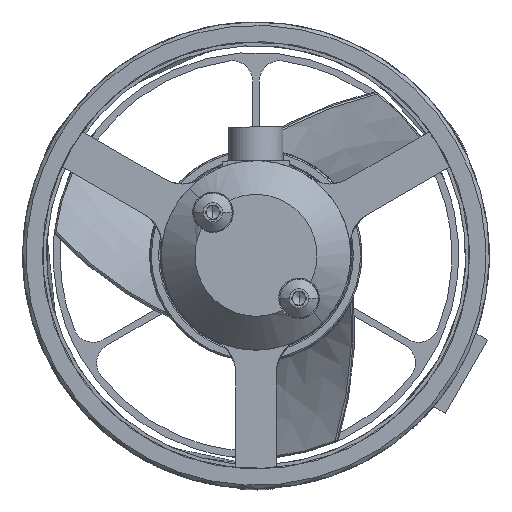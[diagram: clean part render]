
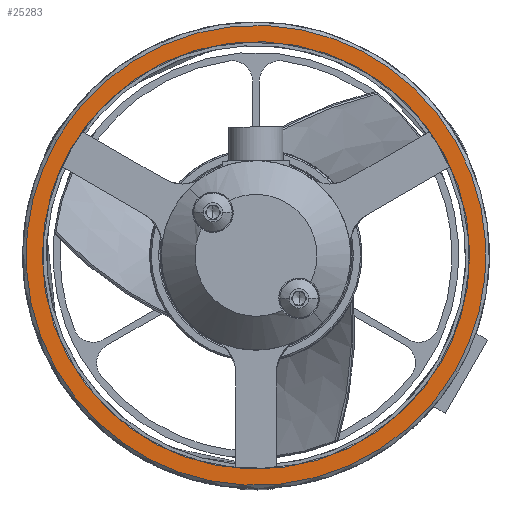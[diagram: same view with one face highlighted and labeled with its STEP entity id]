
A CAD part, front view. The second image highlights one B-rep face of the part: STEP entity #25283.
In plain terms, the highlighted free-form (B-spline) face has degree [1, 1] with [2, 2] control points.
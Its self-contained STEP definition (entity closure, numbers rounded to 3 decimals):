
#21521 = VERTEX_POINT('',#21522);
#21522 = CARTESIAN_POINT('',(30.426,0.,-17.566));
#21527 = EDGE_CURVE('',#21521,#21528,#21530,.T.);
#21528 = VERTEX_POINT('',#21529);
#21529 = CARTESIAN_POINT('',(-30.426,0.,17.566));
#21530 = ( BOUNDED_CURVE() B_SPLINE_CURVE(2,(#21531,#21532,#21533,#21534
,#21535),.UNSPECIFIED.,.F.,.F.) B_SPLINE_CURVE_WITH_KNOTS((3,2,3),(
    3.142,4.712,6.283),
.PIECEWISE_BEZIER_KNOTS.) CURVE() GEOMETRIC_REPRESENTATION_ITEM() 
RATIONAL_B_SPLINE_CURVE((1.,0.707,1.,0.707,1.)) 
REPRESENTATION_ITEM('') );
#21531 = CARTESIAN_POINT('',(30.426,0.,-17.566));
#21532 = CARTESIAN_POINT('',(12.859,0.,-47.992));
#21533 = CARTESIAN_POINT('',(-17.566,0.,-30.426));
#21534 = CARTESIAN_POINT('',(-47.992,0.,-12.859));
#21535 = CARTESIAN_POINT('',(-30.426,0.,17.566));
#21566 = EDGE_CURVE('',#21567,#21569,#21571,.T.);
#21567 = VERTEX_POINT('',#21568);
#21568 = CARTESIAN_POINT('',(32.737,0.,-18.9));
#21569 = VERTEX_POINT('',#21570);
#21570 = CARTESIAN_POINT('',(-32.737,0.,18.9));
#21571 = ( BOUNDED_CURVE() B_SPLINE_CURVE(2,(#21572,#21573,#21574,#21575
,#21576),.UNSPECIFIED.,.F.,.F.) B_SPLINE_CURVE_WITH_KNOTS((3,2,3),(
    3.142,4.712,6.283),
.PIECEWISE_BEZIER_KNOTS.) CURVE() GEOMETRIC_REPRESENTATION_ITEM() 
RATIONAL_B_SPLINE_CURVE((1.,0.707,1.,0.707,1.)) 
REPRESENTATION_ITEM('') );
#21572 = CARTESIAN_POINT('',(32.737,0.,-18.9));
#21573 = CARTESIAN_POINT('',(51.637,0.,13.836));
#21574 = CARTESIAN_POINT('',(18.9,0.,32.737));
#21575 = CARTESIAN_POINT('',(-13.836,0.,51.637));
#21576 = CARTESIAN_POINT('',(-32.737,0.,18.9));
#25283 = ADVANCED_FACE('',(#25284,#25295),#25306,.F.);
#25284 = FACE_BOUND('',#25285,.T.);
#25285 = EDGE_LOOP('',(#25286,#25287));
#25286 = ORIENTED_EDGE('',*,*,#21527,.T.);
#25287 = ORIENTED_EDGE('',*,*,#25288,.T.);
#25288 = EDGE_CURVE('',#21528,#21521,#25289,.T.);
#25289 = ( BOUNDED_CURVE() B_SPLINE_CURVE(2,(#25290,#25291,#25292,#25293
,#25294),.UNSPECIFIED.,.F.,.F.) B_SPLINE_CURVE_WITH_KNOTS((3,2,3),(0.,
1.571,3.142),.PIECEWISE_BEZIER_KNOTS.) CURVE() 
GEOMETRIC_REPRESENTATION_ITEM() RATIONAL_B_SPLINE_CURVE((1.,
0.707,1.,0.707,1.)) REPRESENTATION_ITEM('') );
#25290 = CARTESIAN_POINT('',(-30.426,0.,17.566));
#25291 = CARTESIAN_POINT('',(-12.859,0.,47.992));
#25292 = CARTESIAN_POINT('',(17.566,0.,30.426));
#25293 = CARTESIAN_POINT('',(47.992,0.,12.859));
#25294 = CARTESIAN_POINT('',(30.426,0.,-17.566));
#25295 = FACE_BOUND('',#25296,.T.);
#25296 = EDGE_LOOP('',(#25297,#25305));
#25297 = ORIENTED_EDGE('',*,*,#25298,.T.);
#25298 = EDGE_CURVE('',#21569,#21567,#25299,.T.);
#25299 = ( BOUNDED_CURVE() B_SPLINE_CURVE(2,(#25300,#25301,#25302,#25303
,#25304),.UNSPECIFIED.,.F.,.F.) B_SPLINE_CURVE_WITH_KNOTS((3,2,3),(0.,
1.571,3.142),.PIECEWISE_BEZIER_KNOTS.) CURVE() 
GEOMETRIC_REPRESENTATION_ITEM() RATIONAL_B_SPLINE_CURVE((1.,
0.707,1.,0.707,1.)) REPRESENTATION_ITEM('') );
#25300 = CARTESIAN_POINT('',(-32.737,0.,18.9));
#25301 = CARTESIAN_POINT('',(-51.637,0.,-13.836));
#25302 = CARTESIAN_POINT('',(-18.9,0.,-32.737));
#25303 = CARTESIAN_POINT('',(13.836,0.,-51.637));
#25304 = CARTESIAN_POINT('',(32.737,0.,-18.9));
#25305 = ORIENTED_EDGE('',*,*,#21566,.T.);
#25306 = B_SPLINE_SURFACE_WITH_KNOTS('',1,1,(
    (#25307,#25308)
    ,(#25309,#25310
    )),.UNSPECIFIED.,.F.,.F.,.F.,(2,2),(2,2),(-34.,34.),(0.5,68.5),
  .PIECEWISE_BEZIER_KNOTS.);
#25307 = CARTESIAN_POINT('',(13.836,0.,-51.637));
#25308 = CARTESIAN_POINT('',(51.637,0.,13.836));
#25309 = CARTESIAN_POINT('',(-51.637,0.,-13.836));
#25310 = CARTESIAN_POINT('',(-13.836,0.,51.637));
